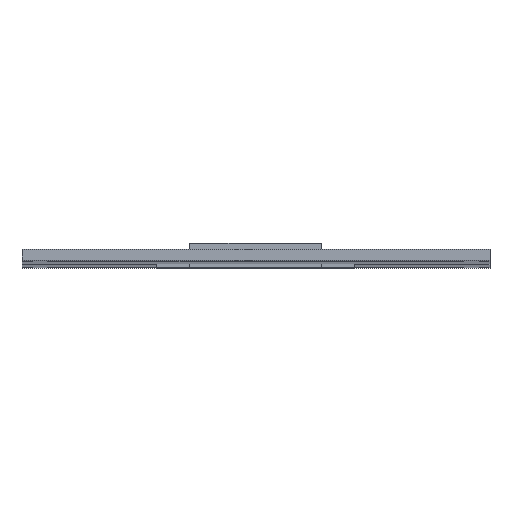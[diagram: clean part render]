
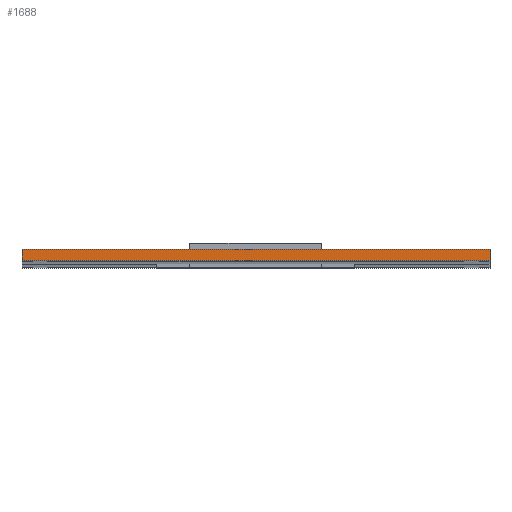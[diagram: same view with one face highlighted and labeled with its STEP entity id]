
A CAD part, top view. The second image highlights one B-rep face of the part: STEP entity #1688.
In plain terms, the highlighted planar face has unit normal (0, 0, 1).
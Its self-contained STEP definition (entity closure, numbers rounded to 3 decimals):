
#69 = ORIENTED_EDGE ( 'NONE', *, *, #1037, .F. ) ;
#248 = VERTEX_POINT ( 'NONE', #857 ) ;
#316 = ORIENTED_EDGE ( 'NONE', *, *, #624, .F. ) ;
#430 = LINE ( 'NONE', #2495, #2816 ) ;
#479 = CARTESIAN_POINT ( 'NONE',  ( 106.65, 133.75, 1023.65 ) ) ;
#569 = DIRECTION ( 'NONE',  ( 0., 1., 0. ) ) ;
#624 = EDGE_CURVE ( 'NONE', #2802, #248, #1941, .T. ) ;
#631 = VECTOR ( 'NONE', #2545, 1000. ) ;
#677 = CARTESIAN_POINT ( 'NONE',  ( 106.65, 138.75, 1023.65 ) ) ;
#780 = VECTOR ( 'NONE', #1469, 1000. ) ;
#792 = CARTESIAN_POINT ( 'NONE',  ( -106.35, 138.75, 1023.65 ) ) ;
#808 = CARTESIAN_POINT ( 'NONE',  ( -106.35, 138.75, 1023.65 ) ) ;
#857 = CARTESIAN_POINT ( 'NONE',  ( 106.65, 133.75, 1023.65 ) ) ;
#929 = DIRECTION ( 'NONE',  ( 0., 0., 1. ) ) ;
#1037 = EDGE_CURVE ( 'NONE', #2274, #1056, #1244, .T. ) ;
#1056 = VERTEX_POINT ( 'NONE', #808 ) ;
#1184 = DIRECTION ( 'NONE',  ( -1., 0., 0. ) ) ;
#1244 = LINE ( 'NONE', #792, #2427 ) ;
#1256 = AXIS2_PLACEMENT_3D ( 'NONE', #1656, #929, #1184 ) ;
#1305 = EDGE_CURVE ( 'NONE', #248, #2274, #1660, .T. ) ;
#1469 = DIRECTION ( 'NONE',  ( 0., -1., 0. ) ) ;
#1482 = ORIENTED_EDGE ( 'NONE', *, *, #1305, .F. ) ;
#1645 = EDGE_LOOP ( 'NONE', ( #316, #2179, #69, #1482 ) ) ;
#1656 = CARTESIAN_POINT ( 'NONE',  ( 0., 0., 1023.65 ) ) ;
#1660 = LINE ( 'NONE', #479, #631 ) ;
#1688 = ADVANCED_FACE ( 'NONE', ( #2301 ), #2113, .T. ) ;
#1941 = LINE ( 'NONE', #2863, #780 ) ;
#2113 = PLANE ( 'NONE',  #1256 ) ;
#2179 = ORIENTED_EDGE ( 'NONE', *, *, #2348, .F. ) ;
#2274 = VERTEX_POINT ( 'NONE', #2376 ) ;
#2301 = FACE_OUTER_BOUND ( 'NONE', #1645, .T. ) ;
#2348 = EDGE_CURVE ( 'NONE', #1056, #2802, #430, .T. ) ;
#2376 = CARTESIAN_POINT ( 'NONE',  ( -106.35, 133.75, 1023.65 ) ) ;
#2427 = VECTOR ( 'NONE', #569, 1000. ) ;
#2495 = CARTESIAN_POINT ( 'NONE',  ( 106.65, 138.75, 1023.65 ) ) ;
#2545 = DIRECTION ( 'NONE',  ( -1., 0., 0. ) ) ;
#2693 = DIRECTION ( 'NONE',  ( 1., 0., 0. ) ) ;
#2802 = VERTEX_POINT ( 'NONE', #677 ) ;
#2816 = VECTOR ( 'NONE', #2693, 1000. ) ;
#2863 = CARTESIAN_POINT ( 'NONE',  ( 106.65, 138.75, 1023.65 ) ) ;
